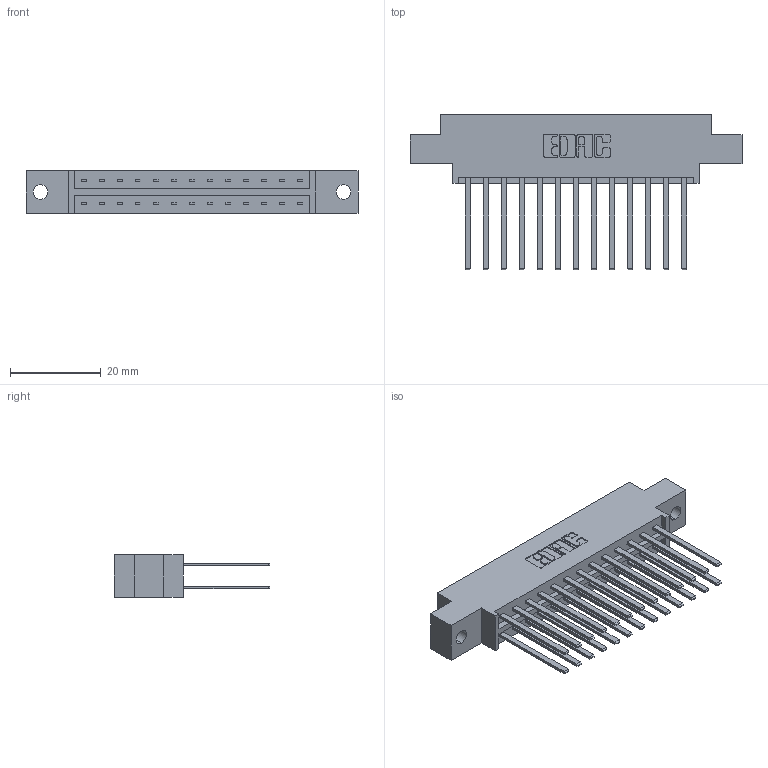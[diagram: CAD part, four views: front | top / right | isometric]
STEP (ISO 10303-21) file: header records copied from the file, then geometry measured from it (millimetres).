
FILE_DESCRIPTION (( 'STEP AP203' ), '1' );
FILE_NAME ('833-026-544-802.STEP', '2020-06-02T05:14:16', ( '' ), ( '' ), 'SwSTEP 2.0', 'SolidWorks 2020', '' );
FILE_SCHEMA (( 'CONFIG_CONTROL_DESIGN' ));
Length unit declared in the file: inch
Products named in the file (3): 833-026-544-802; 345-292-001_345-293-144; 833 Part_Offset - .128 Dia
Assembly tree (27 placements, depth 2):
  833-026-544-802
    833 Part_Offset - .128 Dia
    345-292-001_345-293-144  x26
Bounding box: 73.05 x 34.3 x 9.4 mm (x, y, z)
Volume: 7286.8 mm3; surface area: 9424.2 mm2
Topology: 27 solids, 27 shells, 1314 faces, 3885 edges, 2554 vertices
Faces by surface type: plane 906, cylinder 408
Entity records: 12065 total; most frequent: CARTESIAN_POINT 2034, ORIENTED_EDGE 1970, DIRECTION 1785, EDGE_CURVE 985, LINE 861, VECTOR 861, VERTEX_POINT 654, AXIS2_PLACEMENT_3D 462
